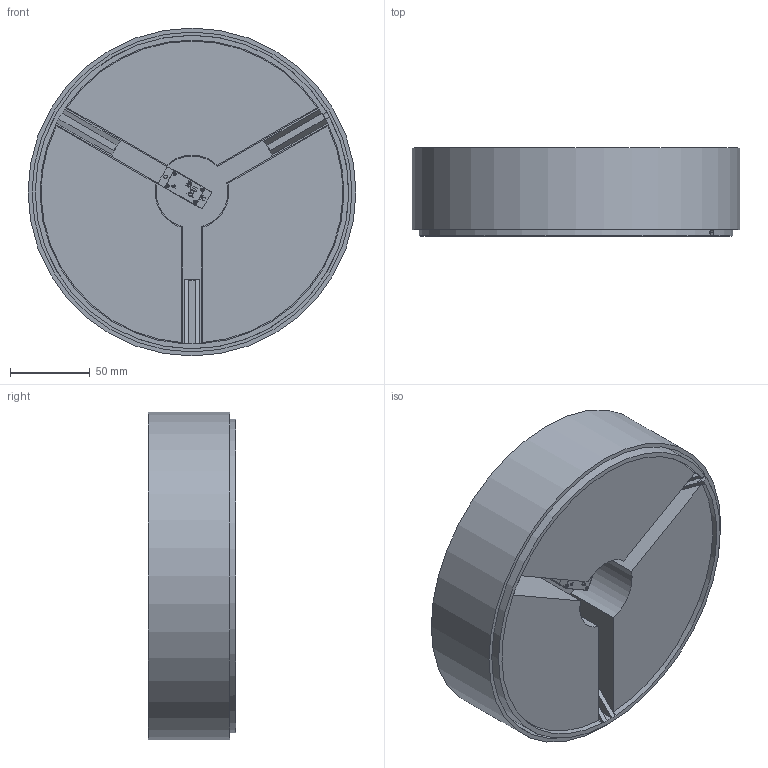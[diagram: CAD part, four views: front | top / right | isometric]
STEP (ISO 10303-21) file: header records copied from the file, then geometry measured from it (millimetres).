
FILE_DESCRIPTION(/* description */ (''),/* implementation_level */ '2;1');
FILE_NAME(/* name */ 'cat_feeder v15.step',/* time_stamp */ '2019-04-18T21:32:10+02:00',/* author */ ('mailVBRKD'),/* organization */ (''),/* preprocessor_version */ 'ST-DEVELOPER v18',/* originating_system */ 'Autodesk Translation Framework v8.2.0.1029',/* authorisation */ '');
FILE_SCHEMA (('AUTOMOTIVE_DESIGN { 1 0 10303 214 3 1 1 }'));
Length unit declared in the file: millimetre
Products named in the file (7): cat_feeder; SG90 - Micro Servo 9g - Tower Pro; SG90 - Micro Servo 9g - Tower Pro_1; SG90 - Micro Servo 9g - Tower Pro (5); lid; food_container; frame
Assembly tree (6 placements, depth 3):
  cat_feeder
    SG90 - Micro Servo 9g - Tower Pro
      SG90 - Micro Servo 9g - Tower Pro_1
      SG90 - Micro Servo 9g - Tower Pro (5)
    lid
    food_container
    frame
Bounding box: 205 x 55 x 205 mm (x, y, z)
Volume: 686805.1 mm3; surface area: 324217.5 mm2
Topology: 20 solids, 20 shells, 812 faces, 2704 edges, 2047 vertices
Faces by surface type: plane 537, cylinder 182, cone 36, torus 31, bspline 23, sphere 3
Full cylindrical faces by diameter (mm): 0.2 x1, 0.5 x1, 0.711 x1, 1 x3, 1.6 x2, 1.8 x4, 2 x14, 3.1 x1, 5 x1, 196 x1, 200 x1, 205 x1
Entity records: 37548 total; most frequent: CARTESIAN_POINT 13744, ORIENTED_EDGE 5402, DIRECTION 4213, EDGE_CURVE 2701, VERTEX_POINT 2047, LINE 1483, VECTOR 1483, AXIS2_PLACEMENT_3D 1365
